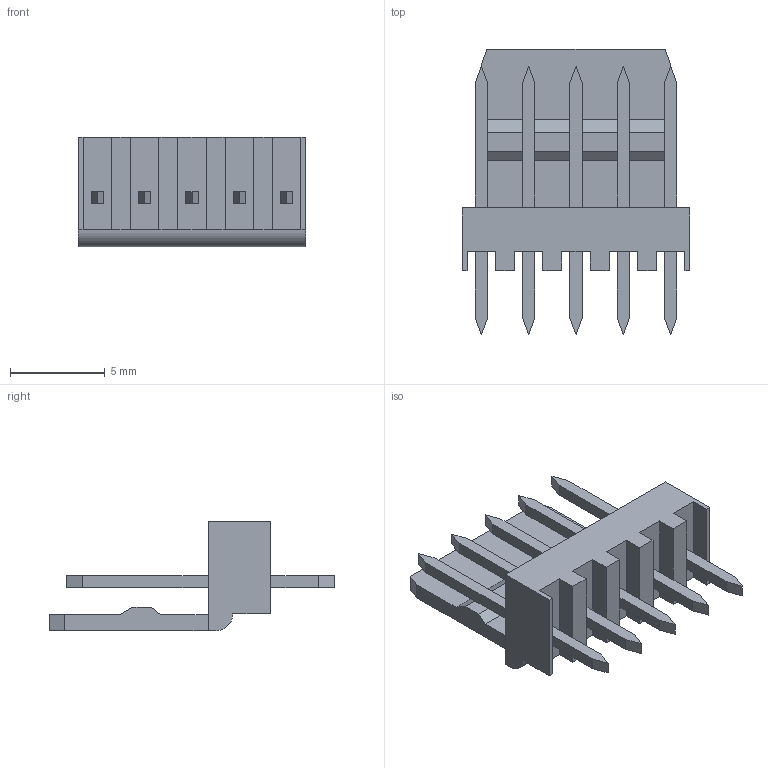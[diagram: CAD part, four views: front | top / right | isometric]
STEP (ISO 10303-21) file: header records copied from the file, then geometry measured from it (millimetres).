
FILE_DESCRIPTION((''),'2;1');
FILE_NAME('022041051','2013-12-25T',('me'),(''),'PRO/ENGINEER BY PARAMETRIC TECHNOLOGY CORPORATION, 2011490','PRO/ENGINEER BY PARAMETRIC TECHNOLOGY CORPORATION, 2011490','');
FILE_SCHEMA(('CONFIG_CONTROL_DESIGN'));
Length unit declared in the file: millimetre
Products named in the file (1): 022041051
Bounding box: 12 x 15.1 x 5.8 mm (x, y, z)
Volume: 265.3 mm3; surface area: 625.6 mm2
Topology: 1 solids, 1 shells, 118 faces, 316 edges, 214 vertices
Faces by surface type: plane 117, cylinder 1
Entity records: 3658 total; most frequent: CARTESIAN_POINT 640, ORIENTED_EDGE 612, DIRECTION 568, EDGE_CURVE 306, VECTOR 304, LINE 304, VERTEX_POINT 204, AXIS2_PLACEMENT_3D 132
